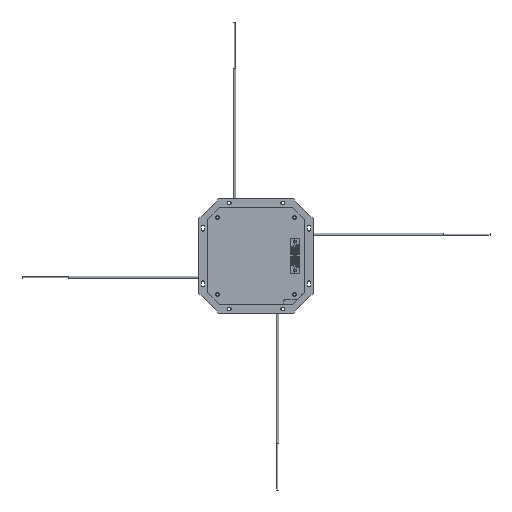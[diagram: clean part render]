
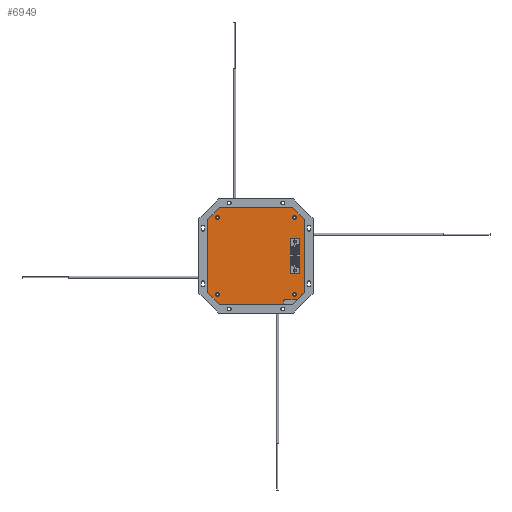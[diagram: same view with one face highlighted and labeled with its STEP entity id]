
A CAD part, left-side view. The second image highlights one B-rep face of the part: STEP entity #6949.
In plain terms, the highlighted face is planar.
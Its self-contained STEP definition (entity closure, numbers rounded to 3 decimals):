
#404=LINE($,#11368,#871);
#407=LINE($,#11376,#874);
#412=LINE($,#11386,#879);
#414=LINE($,#11414,#881);
#416=LINE($,#11417,#883);
#418=LINE($,#11422,#885);
#422=LINE($,#11429,#889);
#424=LINE($,#11434,#891);
#426=LINE($,#11438,#893);
#427=LINE($,#11440,#894);
#871=VECTOR($,#9055,63.);
#874=VECTOR($,#9060,63.);
#879=VECTOR($,#9067,63.);
#881=VECTOR($,#9101,14.142);
#883=VECTOR($,#9105,14.142);
#885=VECTOR($,#9109,14.142);
#889=VECTOR($,#9115,8.485);
#891=VECTOR($,#9119,55.);
#893=VECTOR($,#9123,10.);
#894=VECTOR($,#9124,2.);
#1154=PLANE($,#7579);
#1341=FACE_BOUND($,#2247,.T.);
#1342=FACE_BOUND($,#2248,.T.);
#1343=FACE_BOUND($,#2249,.T.);
#1344=FACE_BOUND($,#2250,.T.);
#1345=FACE_BOUND($,#2251,.T.);
#1346=FACE_BOUND($,#2252,.T.);
#1774=FACE_OUTER_BOUND($,#2246,.T.);
#2246=EDGE_LOOP($,(#5735,#5736,#5737,#5738,#5739,#5740,#5741,#5742,#5743,
#5744,#5745));
#2247=EDGE_LOOP($,(#5746));
#2248=EDGE_LOOP($,(#5747));
#2249=EDGE_LOOP($,(#5748));
#2250=EDGE_LOOP($,(#5749));
#2251=EDGE_LOOP($,(#5750));
#2252=EDGE_LOOP($,(#5751));
#2933=CIRCLE($,#7554,1.215);
#2936=CIRCLE($,#7561,1.6);
#2938=CIRCLE($,#7564,1.6);
#2940=CIRCLE($,#7567,1.6);
#2942=CIRCLE($,#7570,1.6);
#2943=CIRCLE($,#7572,1.215);
#2945=CIRCLE($,#7580,2.);
#3498=VERTEX_POINT($,#11356);
#3500=VERTEX_POINT($,#11361);
#3503=VERTEX_POINT($,#11366);
#3506=VERTEX_POINT($,#11373);
#3507=VERTEX_POINT($,#11375);
#3508=VERTEX_POINT($,#11379);
#3511=VERTEX_POINT($,#11384);
#3513=VERTEX_POINT($,#11390);
#3515=VERTEX_POINT($,#11395);
#3517=VERTEX_POINT($,#11400);
#3519=VERTEX_POINT($,#11405);
#3520=VERTEX_POINT($,#11408);
#3522=VERTEX_POINT($,#11419);
#3524=VERTEX_POINT($,#11425);
#3527=VERTEX_POINT($,#11432);
#3528=VERTEX_POINT($,#11437);
#3529=VERTEX_POINT($,#11439);
#4327=EDGE_CURVE($,#3498,#3498,#2933,.T.);
#4332=EDGE_CURVE($,#3503,#3500,#404,.F.);
#4335=EDGE_CURVE($,#3506,#3507,#407,.T.);
#4340=EDGE_CURVE($,#3511,#3508,#412,.F.);
#4342=EDGE_CURVE($,#3513,#3513,#2936,.F.);
#4344=EDGE_CURVE($,#3515,#3515,#2938,.F.);
#4346=EDGE_CURVE($,#3517,#3517,#2940,.F.);
#4348=EDGE_CURVE($,#3519,#3519,#2942,.F.);
#4349=EDGE_CURVE($,#3520,#3520,#2943,.T.);
#4352=EDGE_CURVE($,#3507,#3511,#414,.F.);
#4354=EDGE_CURVE($,#3500,#3506,#416,.T.);
#4356=EDGE_CURVE($,#3522,#3503,#418,.F.);
#4360=EDGE_CURVE($,#3508,#3524,#422,.T.);
#4362=EDGE_CURVE($,#3527,#3522,#424,.F.);
#4364=EDGE_CURVE($,#3528,#3524,#426,.T.);
#4365=EDGE_CURVE($,#3527,#3529,#427,.F.);
#4366=EDGE_CURVE($,#3529,#3528,#2945,.T.);
#5735=ORIENTED_EDGE($,*,*,#4364,.T.);
#5736=ORIENTED_EDGE($,*,*,#4360,.F.);
#5737=ORIENTED_EDGE($,*,*,#4340,.F.);
#5738=ORIENTED_EDGE($,*,*,#4352,.F.);
#5739=ORIENTED_EDGE($,*,*,#4335,.F.);
#5740=ORIENTED_EDGE($,*,*,#4354,.F.);
#5741=ORIENTED_EDGE($,*,*,#4332,.F.);
#5742=ORIENTED_EDGE($,*,*,#4356,.F.);
#5743=ORIENTED_EDGE($,*,*,#4362,.F.);
#5744=ORIENTED_EDGE($,*,*,#4365,.T.);
#5745=ORIENTED_EDGE($,*,*,#4366,.T.);
#5746=ORIENTED_EDGE($,*,*,#4327,.T.);
#5747=ORIENTED_EDGE($,*,*,#4349,.T.);
#5748=ORIENTED_EDGE($,*,*,#4348,.T.);
#5749=ORIENTED_EDGE($,*,*,#4346,.T.);
#5750=ORIENTED_EDGE($,*,*,#4344,.T.);
#5751=ORIENTED_EDGE($,*,*,#4342,.T.);
#6949=ADVANCED_FACE($,(#1774,#1341,#1342,#1343,#1344,#1345,#1346),#1154,
 .F.);
#7554=AXIS2_PLACEMENT_3D($,#11357,#9046,#9047);
#7561=AXIS2_PLACEMENT_3D($,#11391,#9072,#9073);
#7564=AXIS2_PLACEMENT_3D($,#11396,#9078,#9079);
#7567=AXIS2_PLACEMENT_3D($,#11401,#9084,#9085);
#7570=AXIS2_PLACEMENT_3D($,#11406,#9090,#9091);
#7572=AXIS2_PLACEMENT_3D($,#11409,#9094,#9095);
#7579=AXIS2_PLACEMENT_3D($,#11436,#9121,#9122);
#7580=AXIS2_PLACEMENT_3D($,#11441,#9125,#9126);
#9046=DIRECTION('center_axis',(0.,0.,1.));
#9047=DIRECTION('ref_axis',(-1.,0.,0.));
#9055=DIRECTION($,(1.,0.,0.));
#9060=DIRECTION($,(0.,-1.,0.));
#9067=DIRECTION($,(-1.,0.,0.));
#9072=DIRECTION('center_axis',(0.,0.,-1.));
#9073=DIRECTION('ref_axis',(1.,0.,0.));
#9078=DIRECTION('center_axis',(0.,0.,-1.));
#9079=DIRECTION('ref_axis',(1.,0.,0.));
#9084=DIRECTION('center_axis',(0.,0.,-1.));
#9085=DIRECTION('ref_axis',(1.,0.,0.));
#9090=DIRECTION('center_axis',(0.,0.,-1.));
#9091=DIRECTION('ref_axis',(1.,0.,0.));
#9094=DIRECTION('center_axis',(0.,0.,1.));
#9095=DIRECTION('ref_axis',(-1.,0.,0.));
#9101=DIRECTION($,(-0.707,0.707,0.));
#9105=DIRECTION($,(-0.707,-0.707,0.));
#9109=DIRECTION($,(0.707,-0.707,0.));
#9115=DIRECTION($,(0.707,0.707,0.));
#9119=DIRECTION($,(0.,-1.,0.));
#9121=DIRECTION('center_axis',(0.,0.,1.));
#9122=DIRECTION('ref_axis',(1.,0.,0.));
#9123=DIRECTION($,(0.,-1.,0.));
#9124=DIRECTION($,(1.,0.,0.));
#9125=DIRECTION('center_axis',(0.,0.,1.));
#9126=DIRECTION('ref_axis',(-1.,0.,0.));
#11356=CARTESIAN_POINT('',(13.321,-32.917,0.));
#11357=CARTESIAN_POINT('Origin',(12.255,-33.5,0.));
#11361=CARTESIAN_POINT('',(-31.5,41.5,0.));
#11366=CARTESIAN_POINT('',(31.5,41.5,0.));
#11368=CARTESIAN_POINT($,(0.,41.5,0.));
#11373=CARTESIAN_POINT('',(-41.5,31.5,0.));
#11375=CARTESIAN_POINT('',(-41.5,-31.5,0.));
#11376=CARTESIAN_POINT($,(-41.5,0.,0.));
#11379=CARTESIAN_POINT('',(31.5,-41.5,0.));
#11384=CARTESIAN_POINT('',(-31.5,-41.5,0.));
#11386=CARTESIAN_POINT($,(0.,-41.5,0.));
#11390=CARTESIAN_POINT('',(31.596,-32.233,0.));
#11391=CARTESIAN_POINT('Origin',(33.,-33.,0.));
#11395=CARTESIAN_POINT('',(-34.404,-32.233,0.));
#11396=CARTESIAN_POINT('Origin',(-33.,-33.,0.));
#11400=CARTESIAN_POINT('',(31.596,33.767,0.));
#11401=CARTESIAN_POINT('Origin',(33.,33.,0.));
#11405=CARTESIAN_POINT('',(-31.596,32.233,0.));
#11406=CARTESIAN_POINT('Origin',(-33.,33.,0.));
#11408=CARTESIAN_POINT('',(-11.189,-32.917,0.));
#11409=CARTESIAN_POINT('Origin',(-12.255,-33.5,0.));
#11414=CARTESIAN_POINT($,(-36.5,-36.5,0.));
#11417=CARTESIAN_POINT($,(-36.5,36.5,0.));
#11419=CARTESIAN_POINT('',(41.5,31.5,0.));
#11422=CARTESIAN_POINT($,(36.5,36.5,0.));
#11425=CARTESIAN_POINT('',(37.5,-35.5,0.));
#11429=CARTESIAN_POINT($,(36.5,-36.5,0.));
#11432=CARTESIAN_POINT('',(41.5,-23.5,0.));
#11434=CARTESIAN_POINT($,(41.5,4.,0.));
#11436=CARTESIAN_POINT('Origin',(0.,0.,0.));
#11437=CARTESIAN_POINT('',(37.5,-25.5,0.));
#11438=CARTESIAN_POINT($,(37.5,-30.5,0.));
#11439=CARTESIAN_POINT('',(39.5,-23.5,0.));
#11440=CARTESIAN_POINT($,(40.5,-23.5,0.));
#11441=CARTESIAN_POINT('Origin',(39.5,-25.5,0.));
